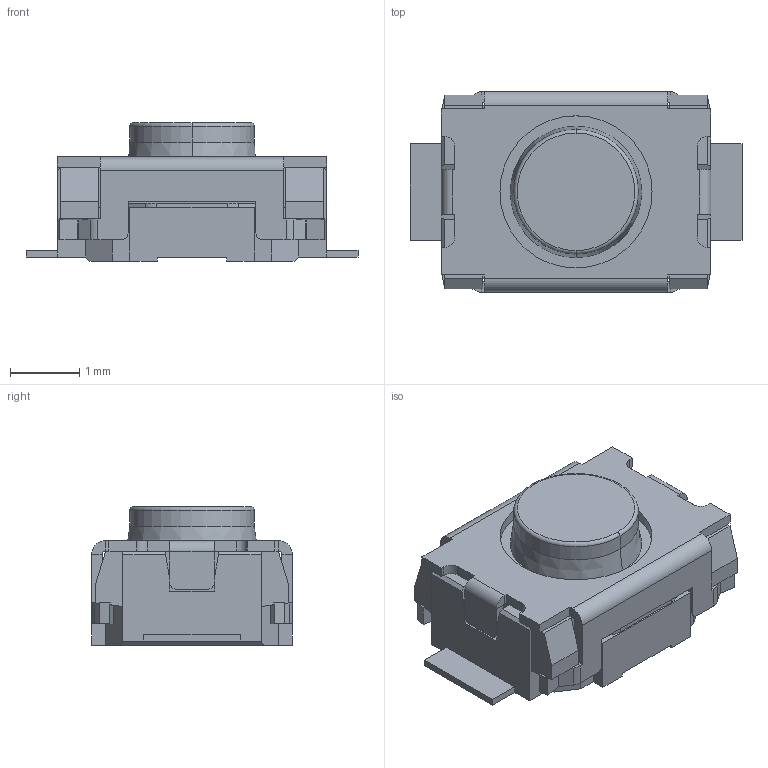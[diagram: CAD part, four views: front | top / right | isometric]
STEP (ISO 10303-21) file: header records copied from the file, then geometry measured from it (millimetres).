
FILE_DESCRIPTION(('FreeCAD Model'),'2;1');
FILE_NAME( 'SKRK-1370789.step', '2020-03-11T04:09:11',('Author'),(''), 'Open CASCADE STEP processor 7.4','FreeCAD','Unknown');
FILE_SCHEMA(('AUTOMOTIVE_DESIGN { 1 0 10303 214 1 1 1 1 }'));
Length unit declared in the file: millimetre
Products named in the file (1): SKRKAE
Bounding box: 4.8 x 2.9 x 2 mm (x, y, z)
Volume: 16.2 mm3; surface area: 64.4 mm2
Topology: 1 solids, 1 shells, 278 faces, 747 edges, 457 vertices
Faces by surface type: plane 230, cylinder 44, torus 2, cone 2
Entity records: 20525 total; most frequent: CARTESIAN_POINT 3625, DIRECTION 2789, LINE 2029, VECTOR 2029, ORIENTED_EDGE 1494, PCURVE 1494, DEFINITIONAL_REPRESENTATION 1494, EDGE_CURVE 747
